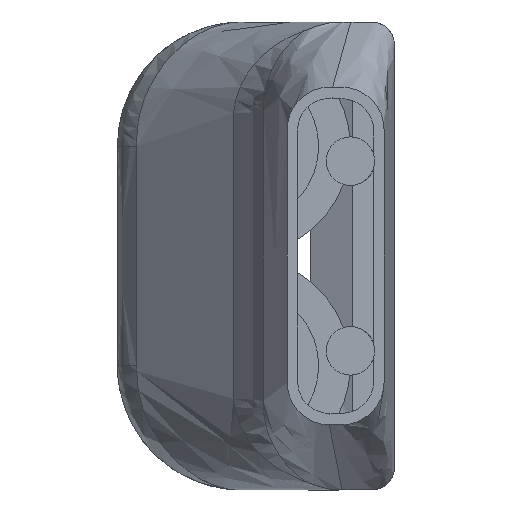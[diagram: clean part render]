
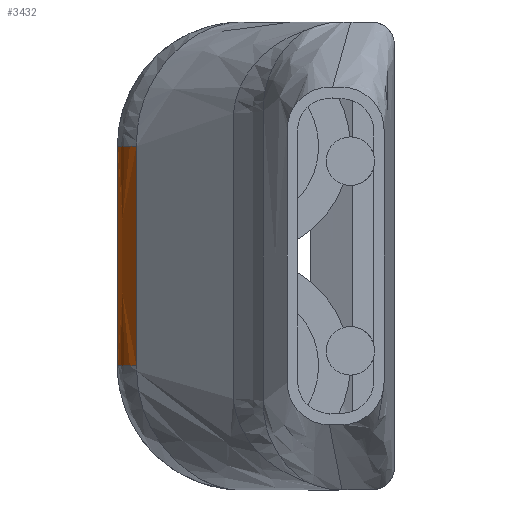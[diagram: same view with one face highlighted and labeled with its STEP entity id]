
A CAD part, left-side view. The second image highlights one B-rep face of the part: STEP entity #3432.
In plain terms, the highlighted free-form (B-spline) face has degree [3, 2] with [4, 3] control points.
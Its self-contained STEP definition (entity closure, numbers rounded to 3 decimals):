
#38 = CARTESIAN_POINT ( 'NONE',  ( -8.383, 10.247, 5.2 ) ) ;
#91 = CARTESIAN_POINT ( 'NONE',  ( -6.237, 11.15, -2.6 ) ) ;
#343 =( BOUNDED_SURFACE ( )  B_SPLINE_SURFACE ( 3, 2, ( 
 ( #9553, #8019, #1869 ),
 ( #9029, #2915, #10065 ),
 ( #3947, #11083, #4980 ),
 ( #12115, #6007, #13147 ) ),
 .UNSPECIFIED., .F., .F., .T. ) 
 B_SPLINE_SURFACE_WITH_KNOTS ( ( 4, 4 ),
 ( 3, 3 ),
 ( 0., 0.01 ),
 ( 0., 1. ),
 .UNSPECIFIED. ) 
 GEOMETRIC_REPRESENTATION_ITEM ( )  RATIONAL_B_SPLINE_SURFACE ( (
 ( 1., 0.922, 1.),
 ( 1., 0.922, 1.),
 ( 1., 0.922, 1.),
 ( 1., 0.922, 1.) ) ) 
 REPRESENTATION_ITEM ( '' )  SURFACE ( )  );
#529 = ORIENTED_EDGE ( 'NONE', *, *, #8570, .F. ) ;
#1097 = CARTESIAN_POINT ( 'NONE',  ( -8.383, 10.247, 0. ) ) ;
#1144 = CARTESIAN_POINT ( 'NONE',  ( -6.237, 11.15, 2.6 ) ) ;
#1227 = ORIENTED_EDGE ( 'NONE', *, *, #5088, .T. ) ;
#1704 = AXIS2_PLACEMENT_3D ( 'NONE', #5230, #12373, #6252 ) ;
#1736 = CIRCLE ( 'NONE', #1704, 3. ) ;
#1869 = CARTESIAN_POINT ( 'NONE',  ( -8.383, 10.247, 5.2 ) ) ;
#2132 = CARTESIAN_POINT ( 'NONE',  ( -8.383, 10.247, -4.28 ) ) ;
#2182 = CARTESIAN_POINT ( 'NONE',  ( -6.237, 11.15, 5.2 ) ) ;
#2232 = CARTESIAN_POINT ( 'NONE',  ( -6.237, 11.15, 5.2 ) ) ;
#2877 = CARTESIAN_POINT ( 'NONE',  ( -6.237, 11.15, -4.333 ) ) ;
#2915 = CARTESIAN_POINT ( 'NONE',  ( -7.5, 11.15, 1.733 ) ) ;
#3177 = B_SPLINE_CURVE_WITH_KNOTS ( 'NONE', 3,
 ( #5245, #2877, #91, #7301, #1144, #8327, #2182 ),
 .UNSPECIFIED., .F., .F.,
 ( 4, 1, 1, 1, 4 ),
 ( 0., 0.003, 0.005, 0.008, 0.01 ),
 .UNSPECIFIED. ) ;
#3432 = ADVANCED_FACE ( 'NONE', ( #10462 ), #343, .T. ) ;
#3947 = CARTESIAN_POINT ( 'NONE',  ( -6.237, 11.15, -1.733 ) ) ;
#4053 = CIRCLE ( 'NONE', #11018, 3. ) ;
#4768 = ORIENTED_EDGE ( 'NONE', *, *, #7754, .F. ) ;
#4980 = CARTESIAN_POINT ( 'NONE',  ( -8.383, 10.247, -1.733 ) ) ;
#5088 = EDGE_CURVE ( 'NONE', #9212, #10049, #4053, .T. ) ;
#5230 = CARTESIAN_POINT ( 'NONE',  ( -6.237, 8.15, 5.2 ) ) ;
#5245 = CARTESIAN_POINT ( 'NONE',  ( -6.237, 11.15, -5.2 ) ) ;
#5555 = CARTESIAN_POINT ( 'NONE',  ( -6.237, 8.15, -5.2 ) ) ;
#6007 = CARTESIAN_POINT ( 'NONE',  ( -7.5, 11.15, -5.2 ) ) ;
#6213 = CARTESIAN_POINT ( 'NONE',  ( -8.383, 10.247, 4.28 ) ) ;
#6252 = DIRECTION ( 'NONE',  ( 0., -1., 0. ) ) ;
#6327 = CARTESIAN_POINT ( 'NONE',  ( -8.383, 10.247, 5.2 ) ) ;
#6592 = DIRECTION ( 'NONE',  ( 0., -1., 0. ) ) ;
#7174 = VERTEX_POINT ( 'NONE', #2232 ) ;
#7301 = CARTESIAN_POINT ( 'NONE',  ( -6.237, 11.15, 0. ) ) ;
#7754 = EDGE_CURVE ( 'NONE', #10043, #10049, #10937, .T. ) ;
#8019 = CARTESIAN_POINT ( 'NONE',  ( -7.5, 11.15, 5.2 ) ) ;
#8273 = CARTESIAN_POINT ( 'NONE',  ( -8.383, 10.247, -2.532 ) ) ;
#8281 = CARTESIAN_POINT ( 'NONE',  ( -6.237, 11.15, -5.2 ) ) ;
#8327 = CARTESIAN_POINT ( 'NONE',  ( -6.237, 11.15, 4.333 ) ) ;
#8570 = EDGE_CURVE ( 'NONE', #7174, #10043, #1736, .T. ) ;
#8679 = EDGE_LOOP ( 'NONE', ( #1227, #4768, #529, #9270 ) ) ;
#9029 = CARTESIAN_POINT ( 'NONE',  ( -6.237, 11.15, 1.733 ) ) ;
#9212 = VERTEX_POINT ( 'NONE', #8281 ) ;
#9230 = EDGE_CURVE ( 'NONE', #9212, #7174, #3177, .T. ) ;
#9270 = ORIENTED_EDGE ( 'NONE', *, *, #9230, .F. ) ;
#9291 = CARTESIAN_POINT ( 'NONE',  ( -8.383, 10.247, -5.2 ) ) ;
#9553 = CARTESIAN_POINT ( 'NONE',  ( -6.237, 11.15, 5.2 ) ) ;
#10043 = VERTEX_POINT ( 'NONE', #6327 ) ;
#10049 = VERTEX_POINT ( 'NONE', #11460 ) ;
#10065 = CARTESIAN_POINT ( 'NONE',  ( -8.383, 10.247, 1.733 ) ) ;
#10462 = FACE_OUTER_BOUND ( 'NONE', #8679, .T. ) ;
#10937 = B_SPLINE_CURVE_WITH_KNOTS ( 'NONE', 3,
 ( #38, #6213, #12335, #1097, #8273, #2132, #9291 ),
 .UNSPECIFIED., .F., .F.,
 ( 4, 1, 1, 1, 4 ),
 ( 0., 0.002, 0.005, 0.008, 0.01 ),
 .UNSPECIFIED. ) ;
#11018 = AXIS2_PLACEMENT_3D ( 'NONE', #5555, #12711, #6592 ) ;
#11083 = CARTESIAN_POINT ( 'NONE',  ( -7.5, 11.15, -1.733 ) ) ;
#11460 = CARTESIAN_POINT ( 'NONE',  ( -8.383, 10.247, -5.2 ) ) ;
#12115 = CARTESIAN_POINT ( 'NONE',  ( -6.237, 11.15, -5.2 ) ) ;
#12335 = CARTESIAN_POINT ( 'NONE',  ( -8.383, 10.247, 2.532 ) ) ;
#12373 = DIRECTION ( 'NONE',  ( 0., 0., 1. ) ) ;
#12711 = DIRECTION ( 'NONE',  ( 0., 0., 1. ) ) ;
#13147 = CARTESIAN_POINT ( 'NONE',  ( -8.383, 10.247, -5.2 ) ) ;
